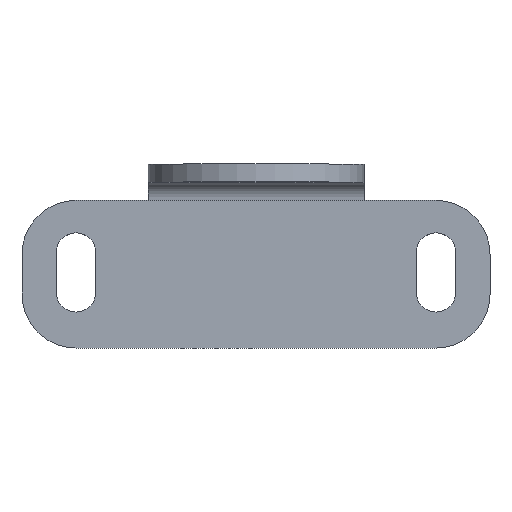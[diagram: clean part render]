
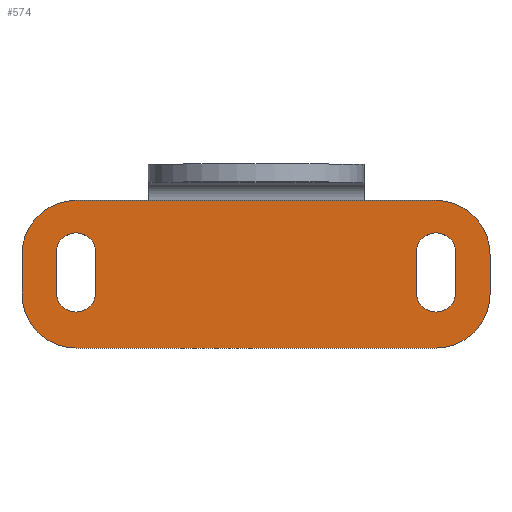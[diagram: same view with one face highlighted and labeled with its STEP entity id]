
A CAD part, top view. The second image highlights one B-rep face of the part: STEP entity #574.
In plain terms, the highlighted planar face has unit normal (0, 0, 1).
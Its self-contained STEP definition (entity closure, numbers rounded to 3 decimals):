
#93=DIRECTION('',(0.,-1.,0.));
#94=VECTOR('',#93,5.5);
#95=CARTESIAN_POINT('',(-27.75,-7.25,2.5));
#96=LINE('',#95,#94);
#97=CARTESIAN_POINT('',(-25.,-12.75,2.5));
#98=DIRECTION('',(0.,0.,-1.));
#99=DIRECTION('',(1.,0.,0.));
#100=AXIS2_PLACEMENT_3D('',#97,#98,#99);
#102=DIRECTION('',(0.,1.,0.));
#103=VECTOR('',#102,5.5);
#104=CARTESIAN_POINT('',(-22.25,-12.75,2.5));
#105=LINE('',#104,#103);
#106=CARTESIAN_POINT('',(-25.,-7.25,2.5));
#107=DIRECTION('',(0.,0.,-1.));
#108=DIRECTION('',(-1.,0.,0.));
#109=AXIS2_PLACEMENT_3D('',#106,#107,#108);
#111=CARTESIAN_POINT('',(25.,-7.25,2.5));
#112=DIRECTION('',(0.,0.,-1.));
#113=DIRECTION('',(-1.,0.,0.));
#114=AXIS2_PLACEMENT_3D('',#111,#112,#113);
#116=DIRECTION('',(0.,-1.,0.));
#117=VECTOR('',#116,5.5);
#118=CARTESIAN_POINT('',(22.25,-7.25,2.5));
#119=LINE('',#118,#117);
#120=CARTESIAN_POINT('',(25.,-12.75,2.5));
#121=DIRECTION('',(0.,0.,-1.));
#122=DIRECTION('',(1.,0.,0.));
#123=AXIS2_PLACEMENT_3D('',#120,#121,#122);
#125=DIRECTION('',(0.,1.,0.));
#126=VECTOR('',#125,5.5);
#127=CARTESIAN_POINT('',(27.75,-12.75,2.5));
#128=LINE('',#127,#126);
#129=CARTESIAN_POINT('',(25.,-7.5,2.5));
#130=DIRECTION('',(0.,0.,1.));
#131=DIRECTION('',(1.,0.,0.));
#132=AXIS2_PLACEMENT_3D('',#129,#130,#131);
#134=DIRECTION('',(0.,1.,0.));
#135=VECTOR('',#134,5.5);
#136=CARTESIAN_POINT('',(32.5,-13.,2.5));
#137=LINE('',#136,#135);
#138=CARTESIAN_POINT('',(25.,-13.,2.5));
#139=DIRECTION('',(0.,0.,1.));
#140=DIRECTION('',(0.,-1.,0.));
#141=AXIS2_PLACEMENT_3D('',#138,#139,#140);
#143=DIRECTION('',(1.,0.,0.));
#144=VECTOR('',#143,50.);
#145=CARTESIAN_POINT('',(-25.,-20.5,2.5));
#146=LINE('',#145,#144);
#147=CARTESIAN_POINT('',(-25.,-13.,2.5));
#148=DIRECTION('',(0.,0.,1.));
#149=DIRECTION('',(-1.,0.,0.));
#150=AXIS2_PLACEMENT_3D('',#147,#148,#149);
#152=DIRECTION('',(0.,-1.,0.));
#153=VECTOR('',#152,5.5);
#154=CARTESIAN_POINT('',(-32.5,-7.5,2.5));
#155=LINE('',#154,#153);
#156=CARTESIAN_POINT('',(-25.,-7.5,2.5));
#157=DIRECTION('',(0.,0.,1.));
#158=DIRECTION('',(0.,1.,0.));
#159=AXIS2_PLACEMENT_3D('',#156,#157,#158);
#161=DIRECTION('',(-1.,0.,0.));
#162=VECTOR('',#161,10.);
#163=CARTESIAN_POINT('',(-15.,0.,2.5));
#164=LINE('',#163,#162);
#165=DIRECTION('',(-1.,0.,0.));
#166=VECTOR('',#165,10.);
#167=CARTESIAN_POINT('',(25.,0.,2.5));
#168=LINE('',#167,#166);
#310=DIRECTION('',(-1.,0.,0.));
#311=VECTOR('',#310,30.);
#312=CARTESIAN_POINT('',(15.,0.,2.5));
#313=LINE('',#312,#311);
#343=CARTESIAN_POINT('',(32.5,-7.5,2.5));
#344=VERTEX_POINT('',#343);
#345=CARTESIAN_POINT('',(25.,0.,2.5));
#346=VERTEX_POINT('',#345);
#351=CARTESIAN_POINT('',(25.,-20.5,2.5));
#352=VERTEX_POINT('',#351);
#353=CARTESIAN_POINT('',(32.5,-13.,2.5));
#354=VERTEX_POINT('',#353);
#359=CARTESIAN_POINT('',(-32.5,-13.,2.5));
#360=VERTEX_POINT('',#359);
#361=CARTESIAN_POINT('',(-25.,-20.5,2.5));
#362=VERTEX_POINT('',#361);
#367=CARTESIAN_POINT('',(-25.,0.,2.5));
#368=VERTEX_POINT('',#367);
#369=CARTESIAN_POINT('',(-32.5,-7.5,2.5));
#370=VERTEX_POINT('',#369);
#373=CARTESIAN_POINT('',(15.,0.,2.5));
#374=VERTEX_POINT('',#373);
#377=CARTESIAN_POINT('',(-15.,0.,2.5));
#378=VERTEX_POINT('',#377);
#387=CARTESIAN_POINT('',(22.25,-7.25,2.5));
#388=CARTESIAN_POINT('',(27.75,-7.25,2.5));
#389=VERTEX_POINT('',#387);
#390=VERTEX_POINT('',#388);
#391=CARTESIAN_POINT('',(22.25,-12.75,2.5));
#392=VERTEX_POINT('',#391);
#393=CARTESIAN_POINT('',(27.75,-12.75,2.5));
#394=VERTEX_POINT('',#393);
#403=CARTESIAN_POINT('',(-27.75,-7.25,2.5));
#404=CARTESIAN_POINT('',(-27.75,-12.75,2.5));
#405=VERTEX_POINT('',#403);
#406=VERTEX_POINT('',#404);
#407=CARTESIAN_POINT('',(-22.25,-12.75,2.5));
#408=VERTEX_POINT('',#407);
#409=CARTESIAN_POINT('',(-22.25,-7.25,2.5));
#410=VERTEX_POINT('',#409);
#531=CARTESIAN_POINT('',(0.,0.,2.5));
#532=DIRECTION('',(0.,0.,1.));
#533=DIRECTION('',(1.,0.,0.));
#534=AXIS2_PLACEMENT_3D('',#531,#532,#533);
#535=PLANE('',#534);
#537=ORIENTED_EDGE('',*,*,#536,.F.);
#539=ORIENTED_EDGE('',*,*,#538,.F.);
#541=ORIENTED_EDGE('',*,*,#540,.F.);
#543=ORIENTED_EDGE('',*,*,#542,.F.);
#545=ORIENTED_EDGE('',*,*,#544,.F.);
#547=ORIENTED_EDGE('',*,*,#546,.F.);
#549=ORIENTED_EDGE('',*,*,#548,.F.);
#551=ORIENTED_EDGE('',*,*,#550,.F.);
#553=ORIENTED_EDGE('',*,*,#552,.F.);
#555=ORIENTED_EDGE('',*,*,#554,.F.);
#556=EDGE_LOOP('',(#537,#539,#541,#543,#545,#547,#549,#551,#553,#555));
#557=FACE_OUTER_BOUND('',#556,.F.);
#558=ORIENTED_EDGE('',*,*,#483,.F.);
#559=ORIENTED_EDGE('',*,*,#498,.T.);
#560=ORIENTED_EDGE('',*,*,#512,.F.);
#561=ORIENTED_EDGE('',*,*,#525,.T.);
#562=EDGE_LOOP('',(#558,#559,#560,#561));
#563=FACE_BOUND('',#562,.F.);
#565=ORIENTED_EDGE('',*,*,#564,.T.);
#567=ORIENTED_EDGE('',*,*,#566,.F.);
#569=ORIENTED_EDGE('',*,*,#568,.T.);
#571=ORIENTED_EDGE('',*,*,#570,.F.);
#572=EDGE_LOOP('',(#565,#567,#569,#571));
#573=FACE_BOUND('',#572,.F.);
#574=ADVANCED_FACE('',(#557,#563,#573),#535,.T.);
#101=CIRCLE('',#100,2.75);
#110=CIRCLE('',#109,2.75);
#115=CIRCLE('',#114,2.75);
#124=CIRCLE('',#123,2.75);
#133=CIRCLE('',#132,7.5);
#142=CIRCLE('',#141,7.5);
#151=CIRCLE('',#150,7.5);
#160=CIRCLE('',#159,7.5);
#483=EDGE_CURVE('',#389,#390,#115,.T.);
#498=EDGE_CURVE('',#389,#392,#119,.T.);
#512=EDGE_CURVE('',#394,#392,#124,.T.);
#525=EDGE_CURVE('',#394,#390,#128,.T.);
#536=EDGE_CURVE('',#344,#346,#133,.T.);
#538=EDGE_CURVE('',#354,#344,#137,.T.);
#540=EDGE_CURVE('',#352,#354,#142,.T.);
#542=EDGE_CURVE('',#362,#352,#146,.T.);
#544=EDGE_CURVE('',#360,#362,#151,.T.);
#546=EDGE_CURVE('',#370,#360,#155,.T.);
#548=EDGE_CURVE('',#368,#370,#160,.T.);
#550=EDGE_CURVE('',#378,#368,#164,.T.);
#552=EDGE_CURVE('',#374,#378,#313,.T.);
#554=EDGE_CURVE('',#346,#374,#168,.T.);
#564=EDGE_CURVE('',#405,#406,#96,.T.);
#566=EDGE_CURVE('',#408,#406,#101,.T.);
#568=EDGE_CURVE('',#408,#410,#105,.T.);
#570=EDGE_CURVE('',#405,#410,#110,.T.);
